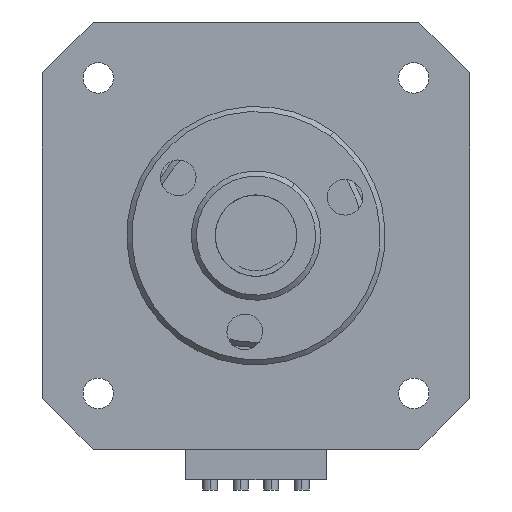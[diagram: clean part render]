
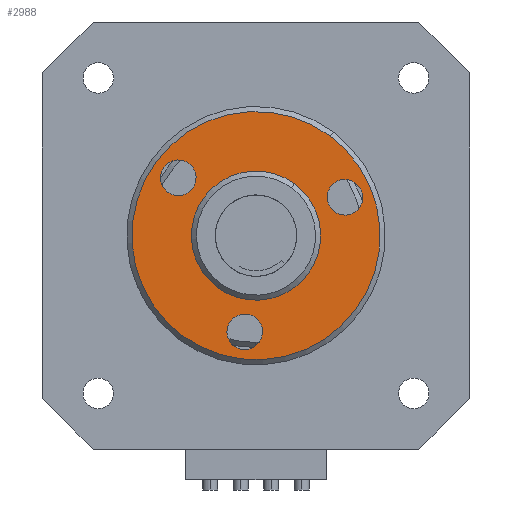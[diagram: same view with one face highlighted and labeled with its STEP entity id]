
A CAD part, left-side view. The second image highlights one B-rep face of the part: STEP entity #2988.
In plain terms, the highlighted face is planar.
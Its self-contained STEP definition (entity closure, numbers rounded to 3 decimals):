
#193 = CIRCLE ( 'NONE', #13792, 1.75 ) ;
#1101 = VERTEX_POINT ( 'NONE', #7830 ) ;
#1172 = CARTESIAN_POINT ( 'NONE',  ( 0., 9.525, 3.8 ) ) ;
#1371 = DIRECTION ( 'NONE',  ( 1., 0., 0. ) ) ;
#1503 = AXIS2_PLACEMENT_3D ( 'NONE', #1172, #5431, #7100 ) ;
#2061 = ORIENTED_EDGE ( 'NONE', *, *, #15697, .F. ) ;
#2131 = VERTEX_POINT ( 'NONE', #4743 ) ;
#2264 = DIRECTION ( 'NONE',  ( 0., 0., 1. ) ) ;
#2936 = EDGE_CURVE ( 'NONE', #2957, #8585, #22429, .T. ) ;
#2957 = VERTEX_POINT ( 'NONE', #17893 ) ;
#2988 = ADVANCED_FACE ( 'NONE', ( #9611, #3287, #13612, #24471, #11534 ), #18299, .T. ) ;
#2995 = ORIENTED_EDGE ( 'NONE', *, *, #10774, .F. ) ;
#3287 = FACE_BOUND ( 'NONE', #13013, .T. ) ;
#4318 = CARTESIAN_POINT ( 'NONE',  ( -8.249, -4.763, 3.8 ) ) ;
#4743 = CARTESIAN_POINT ( 'NONE',  ( 1.75, 9.525, 3.8 ) ) ;
#5223 = DIRECTION ( 'NONE',  ( 0., 0., 1. ) ) ;
#5427 = EDGE_LOOP ( 'NONE', ( #9134, #6412 ) ) ;
#5429 = AXIS2_PLACEMENT_3D ( 'NONE', #16411, #20698, #16555 ) ;
#5431 = DIRECTION ( 'NONE',  ( 0., 0., 1. ) ) ;
#6412 = ORIENTED_EDGE ( 'NONE', *, *, #21213, .T. ) ;
#6455 = ORIENTED_EDGE ( 'NONE', *, *, #13262, .F. ) ;
#6524 = DIRECTION ( 'NONE',  ( 1., 0., 0. ) ) ;
#6885 = CARTESIAN_POINT ( 'NONE',  ( -6.499, -4.763, 3.8 ) ) ;
#7100 = DIRECTION ( 'NONE',  ( 1., 0., 0. ) ) ;
#7158 = CARTESIAN_POINT ( 'NONE',  ( -9.999, -4.763, 3.8 ) ) ;
#7386 = CARTESIAN_POINT ( 'NONE',  ( -6.35, 0., 3.8 ) ) ;
#7765 = DIRECTION ( 'NONE',  ( 1., 0., 0. ) ) ;
#7830 = CARTESIAN_POINT ( 'NONE',  ( 6.35, 0., 3.8 ) ) ;
#7981 = ORIENTED_EDGE ( 'NONE', *, *, #14096, .F. ) ;
#8585 = VERTEX_POINT ( 'NONE', #10027 ) ;
#9134 = ORIENTED_EDGE ( 'NONE', *, *, #2936, .T. ) ;
#9611 = FACE_OUTER_BOUND ( 'NONE', #5427, .T. ) ;
#9889 = CARTESIAN_POINT ( 'NONE',  ( 0., 0., 3.8 ) ) ;
#10027 = CARTESIAN_POINT ( 'NONE',  ( 12.2, 0., 3.8 ) ) ;
#10039 = ORIENTED_EDGE ( 'NONE', *, *, #13464, .F. ) ;
#10086 = DIRECTION ( 'NONE',  ( 0., 0., 1. ) ) ;
#10542 = AXIS2_PLACEMENT_3D ( 'NONE', #9889, #18434, #1371 ) ;
#10573 = VERTEX_POINT ( 'NONE', #6885 ) ;
#10774 = EDGE_CURVE ( 'NONE', #24704, #17903, #193, .T. ) ;
#11277 = AXIS2_PLACEMENT_3D ( 'NONE', #4318, #2264, #6524 ) ;
#11339 = ORIENTED_EDGE ( 'NONE', *, *, #20520, .F. ) ;
#11402 = VERTEX_POINT ( 'NONE', #14518 ) ;
#11534 = FACE_BOUND ( 'NONE', #18469, .T. ) ;
#11874 = CARTESIAN_POINT ( 'NONE',  ( 8.249, -4.762, 3.8 ) ) ;
#12467 = EDGE_LOOP ( 'NONE', ( #6455, #25372 ) ) ;
#12802 = CARTESIAN_POINT ( 'NONE',  ( 0., 0., 3.8 ) ) ;
#12991 = CARTESIAN_POINT ( 'NONE',  ( 9.999, -4.762, 3.8 ) ) ;
#13013 = EDGE_LOOP ( 'NONE', ( #2061, #7981 ) ) ;
#13252 = EDGE_CURVE ( 'NONE', #17903, #24704, #14652, .T. ) ;
#13262 = EDGE_CURVE ( 'NONE', #11402, #2131, #17279, .T. ) ;
#13325 = DIRECTION ( 'NONE',  ( 1., 0., 0. ) ) ;
#13351 = DIRECTION ( 'NONE',  ( 1., 0., 0. ) ) ;
#13396 = AXIS2_PLACEMENT_3D ( 'NONE', #12802, #21212, #19156 ) ;
#13464 = EDGE_CURVE ( 'NONE', #16053, #10573, #15987, .T. ) ;
#13612 = FACE_BOUND ( 'NONE', #14213, .T. ) ;
#13790 = CIRCLE ( 'NONE', #18632, 6.35 ) ;
#13792 = AXIS2_PLACEMENT_3D ( 'NONE', #19810, #15526, #13325 ) ;
#14096 = EDGE_CURVE ( 'NONE', #1101, #24236, #13790, .T. ) ;
#14213 = EDGE_LOOP ( 'NONE', ( #23262, #2995 ) ) ;
#14499 = AXIS2_PLACEMENT_3D ( 'NONE', #24070, #5223, #22023 ) ;
#14518 = CARTESIAN_POINT ( 'NONE',  ( -1.75, 9.525, 3.8 ) ) ;
#14652 = CIRCLE ( 'NONE', #15090, 1.75 ) ;
#14745 = EDGE_CURVE ( 'NONE', #2131, #11402, #19539, .T. ) ;
#15090 = AXIS2_PLACEMENT_3D ( 'NONE', #11874, #26589, #7765 ) ;
#15526 = DIRECTION ( 'NONE',  ( 0., 0., 1. ) ) ;
#15697 = EDGE_CURVE ( 'NONE', #24236, #1101, #20451, .T. ) ;
#15987 = CIRCLE ( 'NONE', #25197, 1.75 ) ;
#16008 = CARTESIAN_POINT ( 'NONE',  ( -8.249, -4.763, 3.8 ) ) ;
#16053 = VERTEX_POINT ( 'NONE', #7158 ) ;
#16411 = CARTESIAN_POINT ( 'NONE',  ( 0., 9.525, 3.8 ) ) ;
#16555 = DIRECTION ( 'NONE',  ( 1., 0., 0. ) ) ;
#17279 = CIRCLE ( 'NONE', #5429, 1.75 ) ;
#17296 = DIRECTION ( 'NONE',  ( 0., 0., 1. ) ) ;
#17893 = CARTESIAN_POINT ( 'NONE',  ( -12.2, 0., 3.8 ) ) ;
#17903 = VERTEX_POINT ( 'NONE', #21910 ) ;
#18040 = DIRECTION ( 'NONE',  ( 0., 0., 1. ) ) ;
#18299 = PLANE ( 'NONE',  #14499 ) ;
#18434 = DIRECTION ( 'NONE',  ( 0., 0., 1. ) ) ;
#18469 = EDGE_LOOP ( 'NONE', ( #10039, #11339 ) ) ;
#18496 = DIRECTION ( 'NONE',  ( 1., 0., 0. ) ) ;
#18632 = AXIS2_PLACEMENT_3D ( 'NONE', #23489, #17296, #25544 ) ;
#19156 = DIRECTION ( 'NONE',  ( 1., 0., 0. ) ) ;
#19539 = CIRCLE ( 'NONE', #1503, 1.75 ) ;
#19658 = CIRCLE ( 'NONE', #11277, 1.75 ) ;
#19810 = CARTESIAN_POINT ( 'NONE',  ( 8.249, -4.762, 3.8 ) ) ;
#20451 = CIRCLE ( 'NONE', #13396, 6.35 ) ;
#20520 = EDGE_CURVE ( 'NONE', #10573, #16053, #19658, .T. ) ;
#20698 = DIRECTION ( 'NONE',  ( 0., 0., 1. ) ) ;
#21212 = DIRECTION ( 'NONE',  ( 0., 0., 1. ) ) ;
#21213 = EDGE_CURVE ( 'NONE', #8585, #2957, #21228, .T. ) ;
#21228 = CIRCLE ( 'NONE', #25183, 12.2 ) ;
#21910 = CARTESIAN_POINT ( 'NONE',  ( 6.499, -4.762, 3.8 ) ) ;
#22023 = DIRECTION ( 'NONE',  ( 1., 0., 0. ) ) ;
#22429 = CIRCLE ( 'NONE', #10542, 12.2 ) ;
#23262 = ORIENTED_EDGE ( 'NONE', *, *, #13252, .F. ) ;
#23489 = CARTESIAN_POINT ( 'NONE',  ( 0., 0., 3.8 ) ) ;
#24070 = CARTESIAN_POINT ( 'NONE',  ( 0., 0., 3.8 ) ) ;
#24236 = VERTEX_POINT ( 'NONE', #7386 ) ;
#24354 = CARTESIAN_POINT ( 'NONE',  ( 0., 0., 3.8 ) ) ;
#24471 = FACE_BOUND ( 'NONE', #12467, .T. ) ;
#24704 = VERTEX_POINT ( 'NONE', #12991 ) ;
#25183 = AXIS2_PLACEMENT_3D ( 'NONE', #24354, #18040, #13351 ) ;
#25197 = AXIS2_PLACEMENT_3D ( 'NONE', #16008, #10086, #18496 ) ;
#25372 = ORIENTED_EDGE ( 'NONE', *, *, #14745, .F. ) ;
#25544 = DIRECTION ( 'NONE',  ( 1., 0., 0. ) ) ;
#26589 = DIRECTION ( 'NONE',  ( 0., 0., 1. ) ) ;
